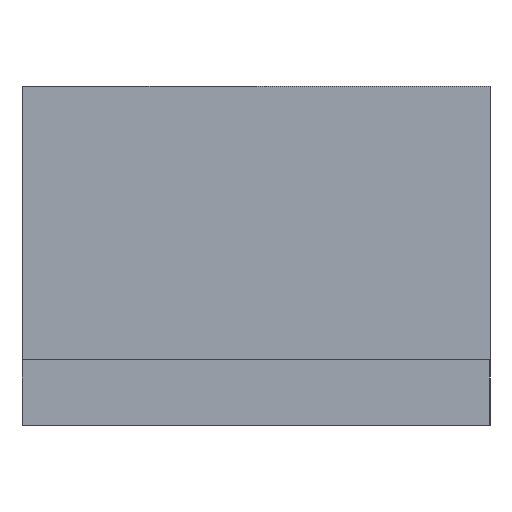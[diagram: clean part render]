
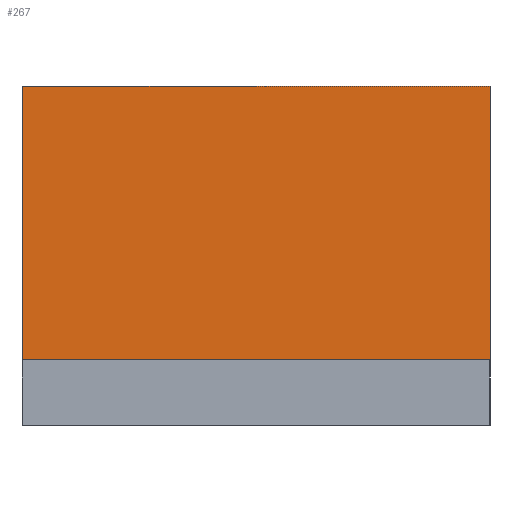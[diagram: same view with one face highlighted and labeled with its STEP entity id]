
A CAD part, left-side view. The second image highlights one B-rep face of the part: STEP entity #267.
In plain terms, the highlighted planar face has unit normal (-1, 0, 0).
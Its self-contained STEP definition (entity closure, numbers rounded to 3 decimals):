
#52=ORIENTED_EDGE('',*,*,#91,.T.);
#53=ORIENTED_EDGE('',*,*,#82,.F.);
#54=ORIENTED_EDGE('',*,*,#87,.F.);
#55=ORIENTED_EDGE('',*,*,#94,.T.);
#82=EDGE_CURVE('',#106,#107,#122,.T.);
#87=EDGE_CURVE('',#109,#106,#127,.T.);
#91=EDGE_CURVE('',#111,#107,#131,.T.);
#94=EDGE_CURVE('',#109,#111,#134,.T.);
#106=VERTEX_POINT('',#362);
#107=VERTEX_POINT('',#364);
#109=VERTEX_POINT('',#371);
#111=VERTEX_POINT('',#379);
#122=LINE('',#363,#146);
#127=LINE('',#372,#151);
#131=LINE('',#378,#155);
#134=LINE('',#383,#158);
#146=VECTOR('',#308,1000.);
#151=VECTOR('',#315,1000.);
#155=VECTOR('',#321,1000.);
#158=VECTOR('',#326,1000.);
#165=EDGE_LOOP('',(#52,#53,#54,#55));
#175=FACE_BOUND('',#165,.T.);
#185=PLANE('',#284);
#267=ADVANCED_FACE('',(#175),#185,.F.);
#284=AXIS2_PLACEMENT_3D('',#382,#324,#325);
#308=DIRECTION('',(0.,-1.,0.));
#315=DIRECTION('',(0.,0.,1.));
#321=DIRECTION('',(0.,0.,1.));
#324=DIRECTION('',(1.,0.,0.));
#325=DIRECTION('',(0.,1.,0.));
#326=DIRECTION('',(0.,-1.,0.));
#362=CARTESIAN_POINT('',(-7.18,7.24,10.5));
#363=CARTESIAN_POINT('',(-7.18,7.24,10.5));
#364=CARTESIAN_POINT('',(-7.18,-7.24,10.5));
#371=CARTESIAN_POINT('',(-7.18,7.24,2.04));
#372=CARTESIAN_POINT('',(-7.18,7.24,10.5));
#378=CARTESIAN_POINT('',(-7.18,-7.24,10.5));
#379=CARTESIAN_POINT('',(-7.18,-7.24,2.04));
#382=CARTESIAN_POINT('',(-7.18,7.24,10.5));
#383=CARTESIAN_POINT('',(-7.18,7.24,2.04));
